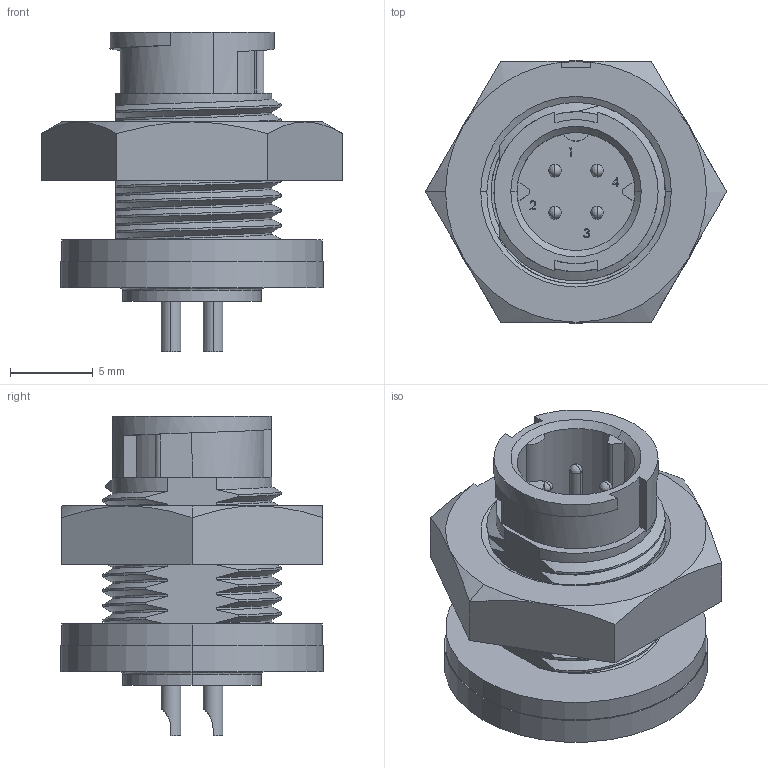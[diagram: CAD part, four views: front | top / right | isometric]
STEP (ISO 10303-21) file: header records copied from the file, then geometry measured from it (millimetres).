
FILE_DESCRIPTION (( 'STEP AP203' ), '1' );
FILE_NAME ('17882-4PG-300.STEP', '2012-09-25T19:37:37', ( '21FPBF1' ), ( 'Conxall' ), 'SwSTEP 2.0', 'SolidWorks 2011', '' );
FILE_SCHEMA (( 'CONFIG_CONTROL_DESIGN' ));
Length unit declared in the file: inch
Products named in the file (1): 17882-4PG-300
Bounding box: 18.18 x 15.88 x 19.3 mm (x, y, z)
Volume: 1758.9 mm3; surface area: 1998.8 mm2
Topology: 2 solids, 2 shells, 282 faces, 754 edges, 483 vertices
Faces by surface type: plane 116, cylinder 79, bspline 74, cone 13
Entity records: 17702 total; most frequent: CARTESIAN_POINT 11368, ORIENTED_EDGE 1476, DIRECTION 1035, EDGE_CURVE 738, VERTEX_POINT 483, VECTOR 391, LINE 391, AXIS2_PLACEMENT_3D 322
